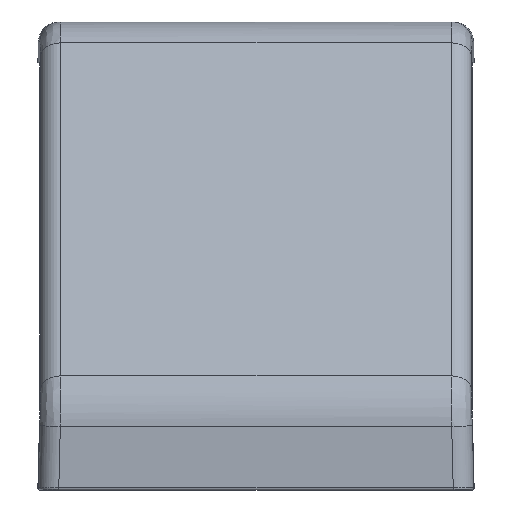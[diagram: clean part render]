
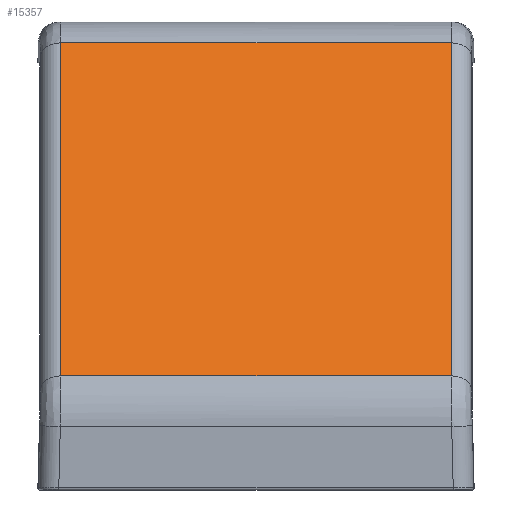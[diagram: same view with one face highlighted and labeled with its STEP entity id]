
A CAD part, front view. The second image highlights one B-rep face of the part: STEP entity #15357.
In plain terms, the highlighted planar face has unit normal (0, -0.707, 0.707).
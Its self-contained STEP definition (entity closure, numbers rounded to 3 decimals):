
#573 = CARTESIAN_POINT ( 'NONE',  ( 19.147, -43.863, 11.194 ) ) ;
#727 = FACE_OUTER_BOUND ( 'NONE', #812, .T. ) ;
#812 = EDGE_LOOP ( 'NONE', ( #8311, #7004, #6323, #2928 ) ) ;
#1723 = AXIS2_PLACEMENT_3D ( 'NONE', #12531, #2921, #8965 ) ;
#1932 = CARTESIAN_POINT ( 'NONE',  ( -19.147, -6.315, 48.742 ) ) ;
#2430 = CARTESIAN_POINT ( 'NONE',  ( -19.147, -43.863, 11.194 ) ) ;
#2887 = LINE ( 'NONE', #10702, #8680 ) ;
#2921 = DIRECTION ( 'NONE',  ( 0., 0.707, -0.707 ) ) ;
#2928 = ORIENTED_EDGE ( 'NONE', *, *, #10970, .F. ) ;
#3220 = DIRECTION ( 'NONE',  ( 0., 0.707, 0.707 ) ) ;
#4554 = CARTESIAN_POINT ( 'NONE',  ( -22., -43.863, 11.194 ) ) ;
#4621 = CARTESIAN_POINT ( 'NONE',  ( -19.147, -11.194, 43.863 ) ) ;
#5077 = VECTOR ( 'NONE', #6665, 1000. ) ;
#5806 = VERTEX_POINT ( 'NONE', #4621 ) ;
#6323 = ORIENTED_EDGE ( 'NONE', *, *, #12577, .F. ) ;
#6665 = DIRECTION ( 'NONE',  ( 0., -0.707, -0.707 ) ) ;
#7004 = ORIENTED_EDGE ( 'NONE', *, *, #10616, .F. ) ;
#7373 = EDGE_CURVE ( 'NONE', #5806, #10344, #2887, .T. ) ;
#8311 = ORIENTED_EDGE ( 'NONE', *, *, #7373, .F. ) ;
#8680 = VECTOR ( 'NONE', #14032, 1000. ) ;
#8965 = DIRECTION ( 'NONE',  ( 0., 0.707, 0.707 ) ) ;
#9045 = VERTEX_POINT ( 'NONE', #2430 ) ;
#9902 = VECTOR ( 'NONE', #15087, 1000. ) ;
#10125 = PLANE ( 'NONE',  #1723 ) ;
#10344 = VERTEX_POINT ( 'NONE', #14836 ) ;
#10420 = VERTEX_POINT ( 'NONE', #573 ) ;
#10616 = EDGE_CURVE ( 'NONE', #9045, #5806, #13867, .T. ) ;
#10702 = CARTESIAN_POINT ( 'NONE',  ( -22., -11.194, 43.863 ) ) ;
#10970 = EDGE_CURVE ( 'NONE', #10344, #10420, #11987, .T. ) ;
#11421 = VECTOR ( 'NONE', #3220, 1000. ) ;
#11987 = LINE ( 'NONE', #15023, #5077 ) ;
#12531 = CARTESIAN_POINT ( 'NONE',  ( -22., -6.315, 48.742 ) ) ;
#12577 = EDGE_CURVE ( 'NONE', #10420, #9045, #13469, .T. ) ;
#13469 = LINE ( 'NONE', #4554, #9902 ) ;
#13867 = LINE ( 'NONE', #1932, #11421 ) ;
#14032 = DIRECTION ( 'NONE',  ( 1., 0., 0. ) ) ;
#14836 = CARTESIAN_POINT ( 'NONE',  ( 19.147, -11.194, 43.863 ) ) ;
#15023 = CARTESIAN_POINT ( 'NONE',  ( 19.147, -6.315, 48.742 ) ) ;
#15087 = DIRECTION ( 'NONE',  ( -1., 0., 0. ) ) ;
#15357 = ADVANCED_FACE ( 'NONE', ( #727 ), #10125, .F. ) ;
